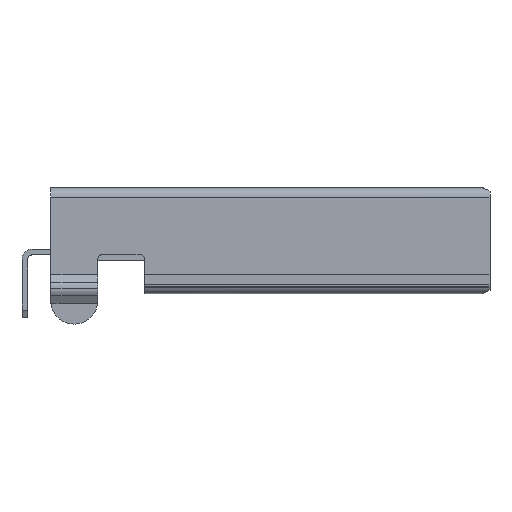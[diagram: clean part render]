
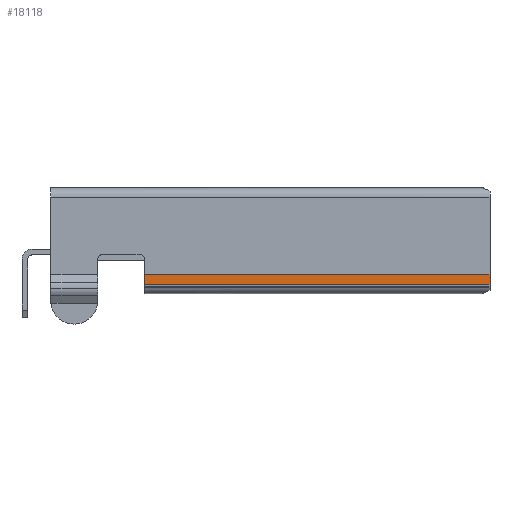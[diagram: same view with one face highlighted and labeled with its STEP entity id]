
A CAD part, front view. The second image highlights one B-rep face of the part: STEP entity #18118.
In plain terms, the highlighted planar face has unit normal (0, -1, 0).
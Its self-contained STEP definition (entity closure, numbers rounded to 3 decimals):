
#521 = PLANE('',#522);
#522 = AXIS2_PLACEMENT_3D('',#523,#524,#525);
#523 = CARTESIAN_POINT('',(19.763,10.5,
    2.349));
#524 = DIRECTION('',(1.,0.,0.));
#525 = DIRECTION('',(0.,0.,1.));
#1580 = PLANE('',#1581);
#1581 = AXIS2_PLACEMENT_3D('',#1582,#1583,#1584);
#1582 = CARTESIAN_POINT('',(0.063,-2.501,
    2.549));
#1583 = DIRECTION('',(0.,-1.,0.));
#1584 = DIRECTION('',(0.,0.,-1.));
#2309 = PLANE('',#2310);
#2310 = AXIS2_PLACEMENT_3D('',#2311,#2312,#2313);
#2311 = CARTESIAN_POINT('',(5.065,10.5,
    0.776));
#2312 = DIRECTION('',(-1.,0.,0.));
#2313 = DIRECTION('',(0.,0.,-1.));
#15611 = CYLINDRICAL_SURFACE('',#15612,0.404);
#15612 = AXIS2_PLACEMENT_3D('',#15613,#15614,#15615);
#15613 = CARTESIAN_POINT('',(4.063,-2.097,
    0.502));
#15614 = DIRECTION('',(1.,0.,0.));
#15615 = DIRECTION('',(0.,1.,0.));
#16310 = VERTEX_POINT('',#16311);
#16311 = CARTESIAN_POINT('',(5.065,-2.501,
    0.502));
#16355 = EDGE_CURVE('',#16310,#16356,#16358,.T.);
#16356 = VERTEX_POINT('',#16357);
#16357 = CARTESIAN_POINT('',(5.065,-2.501,
    0.898));
#16358 = SURFACE_CURVE('',#16359,(#16363,#16370),.PCURVE_S1.);
#16359 = LINE('',#16360,#16361);
#16360 = CARTESIAN_POINT('',(5.065,-2.501,
    0.738));
#16361 = VECTOR('',#16362,1.);
#16362 = DIRECTION('',(0.,0.,1.));
#16363 = PCURVE('',#2309,#16364);
#16364 = DEFINITIONAL_REPRESENTATION('',(#16365),#16369);
#16365 = LINE('',#16366,#16367);
#16366 = CARTESIAN_POINT('',(0.038,13.001));
#16367 = VECTOR('',#16368,1.);
#16368 = DIRECTION('',(-1.,0.));
#16369 = ( GEOMETRIC_REPRESENTATION_CONTEXT(2) 
PARAMETRIC_REPRESENTATION_CONTEXT() REPRESENTATION_CONTEXT('2D SPACE',''
  ) );
#16370 = PCURVE('',#16371,#16376);
#16371 = PLANE('',#16372);
#16372 = AXIS2_PLACEMENT_3D('',#16373,#16374,#16375);
#16373 = CARTESIAN_POINT('',(4.063,-2.501,
    0.7));
#16374 = DIRECTION('',(0.,1.,0.));
#16375 = DIRECTION('',(0.,0.,1.));
#16376 = DEFINITIONAL_REPRESENTATION('',(#16377),#16381);
#16377 = LINE('',#16378,#16379);
#16378 = CARTESIAN_POINT('',(0.038,1.003));
#16379 = VECTOR('',#16380,1.);
#16380 = DIRECTION('',(1.,0.));
#16381 = ( GEOMETRIC_REPRESENTATION_CONTEXT(2) 
PARAMETRIC_REPRESENTATION_CONTEXT() REPRESENTATION_CONTEXT('2D SPACE',''
  ) );
#18118 = ADVANCED_FACE('',(#18119),#16371,.F.);
#18119 = FACE_BOUND('',#18120,.T.);
#18120 = EDGE_LOOP('',(#18121,#18122,#18167,#18190));
#18121 = ORIENTED_EDGE('',*,*,#16355,.F.);
#18122 = ORIENTED_EDGE('',*,*,#18123,.T.);
#18123 = EDGE_CURVE('',#16310,#18124,#18126,.T.);
#18124 = VERTEX_POINT('',#18125);
#18125 = CARTESIAN_POINT('',(19.763,-2.501,
    0.502));
#18126 = SURFACE_CURVE('',#18127,(#18131,#18138),.PCURVE_S1.);
#18127 = LINE('',#18128,#18129);
#18128 = CARTESIAN_POINT('',(4.063,-2.501,
    0.502));
#18129 = VECTOR('',#18130,1.);
#18130 = DIRECTION('',(1.,0.,0.));
#18131 = PCURVE('',#16371,#18132);
#18132 = DEFINITIONAL_REPRESENTATION('',(#18133),#18137);
#18133 = LINE('',#18134,#18135);
#18134 = CARTESIAN_POINT('',(-0.198,0.));
#18135 = VECTOR('',#18136,1.);
#18136 = DIRECTION('',(0.,1.));
#18137 = ( GEOMETRIC_REPRESENTATION_CONTEXT(2) 
PARAMETRIC_REPRESENTATION_CONTEXT() REPRESENTATION_CONTEXT('2D SPACE',''
  ) );
#18138 = PCURVE('',#15611,#18139);
#18139 = DEFINITIONAL_REPRESENTATION('',(#18140),#18166);
#18140 = B_SPLINE_CURVE_WITH_KNOTS('',3,(#18141,#18142,#18143,#18144,
    #18145,#18146,#18147,#18148,#18149,#18150,#18151,#18152,#18153,
    #18154,#18155,#18156,#18157,#18158,#18159,#18160,#18161,#18162,
    #18163,#18164,#18165),.UNSPECIFIED.,.F.,.F.,(4,1,1,1,1,1,1,1,1,1,1,1
    ,1,1,1,1,1,1,1,1,1,1,4),(1.003,1.671,
    2.339,3.007,3.675,4.343,
    5.011,5.679,6.347,7.015,
    7.683,8.351,9.02,9.688,
    10.356,11.024,11.692,12.36,
    13.028,13.696,14.364,15.032,15.7
    ),.UNSPECIFIED.);
#18141 = CARTESIAN_POINT('',(3.143,1.003));
#18142 = CARTESIAN_POINT('',(3.143,1.226));
#18143 = CARTESIAN_POINT('',(3.143,1.671));
#18144 = CARTESIAN_POINT('',(3.143,2.339));
#18145 = CARTESIAN_POINT('',(3.143,3.007));
#18146 = CARTESIAN_POINT('',(3.143,3.675));
#18147 = CARTESIAN_POINT('',(3.143,4.343));
#18148 = CARTESIAN_POINT('',(3.143,5.011));
#18149 = CARTESIAN_POINT('',(3.143,5.679));
#18150 = CARTESIAN_POINT('',(3.143,6.347));
#18151 = CARTESIAN_POINT('',(3.143,7.015));
#18152 = CARTESIAN_POINT('',(3.143,7.683));
#18153 = CARTESIAN_POINT('',(3.143,8.351));
#18154 = CARTESIAN_POINT('',(3.143,9.02));
#18155 = CARTESIAN_POINT('',(3.143,9.688));
#18156 = CARTESIAN_POINT('',(3.143,10.356));
#18157 = CARTESIAN_POINT('',(3.143,11.024));
#18158 = CARTESIAN_POINT('',(3.143,11.692));
#18159 = CARTESIAN_POINT('',(3.143,12.36));
#18160 = CARTESIAN_POINT('',(3.143,13.028));
#18161 = CARTESIAN_POINT('',(3.143,13.696));
#18162 = CARTESIAN_POINT('',(3.143,14.364));
#18163 = CARTESIAN_POINT('',(3.143,15.032));
#18164 = CARTESIAN_POINT('',(3.143,15.477));
#18165 = CARTESIAN_POINT('',(3.143,15.7));
#18166 = ( GEOMETRIC_REPRESENTATION_CONTEXT(2) 
PARAMETRIC_REPRESENTATION_CONTEXT() REPRESENTATION_CONTEXT('2D SPACE',''
  ) );
#18167 = ORIENTED_EDGE('',*,*,#18168,.F.);
#18168 = EDGE_CURVE('',#18169,#18124,#18171,.T.);
#18169 = VERTEX_POINT('',#18170);
#18170 = CARTESIAN_POINT('',(19.763,-2.501,
    0.898));
#18171 = SURFACE_CURVE('',#18172,(#18176,#18183),.PCURVE_S1.);
#18172 = LINE('',#18173,#18174);
#18173 = CARTESIAN_POINT('',(19.763,-2.501,
    1.525));
#18174 = VECTOR('',#18175,1.);
#18175 = DIRECTION('',(0.,0.,-1.));
#18176 = PCURVE('',#16371,#18177);
#18177 = DEFINITIONAL_REPRESENTATION('',(#18178),#18182);
#18178 = LINE('',#18179,#18180);
#18179 = CARTESIAN_POINT('',(0.825,15.7));
#18180 = VECTOR('',#18181,1.);
#18181 = DIRECTION('',(-1.,0.));
#18182 = ( GEOMETRIC_REPRESENTATION_CONTEXT(2) 
PARAMETRIC_REPRESENTATION_CONTEXT() REPRESENTATION_CONTEXT('2D SPACE',''
  ) );
#18183 = PCURVE('',#521,#18184);
#18184 = DEFINITIONAL_REPRESENTATION('',(#18185),#18189);
#18185 = LINE('',#18186,#18187);
#18186 = CARTESIAN_POINT('',(-0.825,13.001));
#18187 = VECTOR('',#18188,1.);
#18188 = DIRECTION('',(-1.,0.));
#18189 = ( GEOMETRIC_REPRESENTATION_CONTEXT(2) 
PARAMETRIC_REPRESENTATION_CONTEXT() REPRESENTATION_CONTEXT('2D SPACE',''
  ) );
#18190 = ORIENTED_EDGE('',*,*,#18191,.F.);
#18191 = EDGE_CURVE('',#16356,#18169,#18192,.T.);
#18192 = SURFACE_CURVE('',#18193,(#18197,#18204),.PCURVE_S1.);
#18193 = LINE('',#18194,#18195);
#18194 = CARTESIAN_POINT('',(0.063,-2.501,
    0.899));
#18195 = VECTOR('',#18196,1.);
#18196 = DIRECTION('',(1.,0.,0.));
#18197 = PCURVE('',#16371,#18198);
#18198 = DEFINITIONAL_REPRESENTATION('',(#18199),#18203);
#18199 = LINE('',#18200,#18201);
#18200 = CARTESIAN_POINT('',(0.199,-4.));
#18201 = VECTOR('',#18202,1.);
#18202 = DIRECTION('',(0.,1.));
#18203 = ( GEOMETRIC_REPRESENTATION_CONTEXT(2) 
PARAMETRIC_REPRESENTATION_CONTEXT() REPRESENTATION_CONTEXT('2D SPACE',''
  ) );
#18204 = PCURVE('',#1580,#18205);
#18205 = DEFINITIONAL_REPRESENTATION('',(#18206),#18210);
#18206 = LINE('',#18207,#18208);
#18207 = CARTESIAN_POINT('',(1.65,0.));
#18208 = VECTOR('',#18209,1.);
#18209 = DIRECTION('',(0.,1.));
#18210 = ( GEOMETRIC_REPRESENTATION_CONTEXT(2) 
PARAMETRIC_REPRESENTATION_CONTEXT() REPRESENTATION_CONTEXT('2D SPACE',''
  ) );
